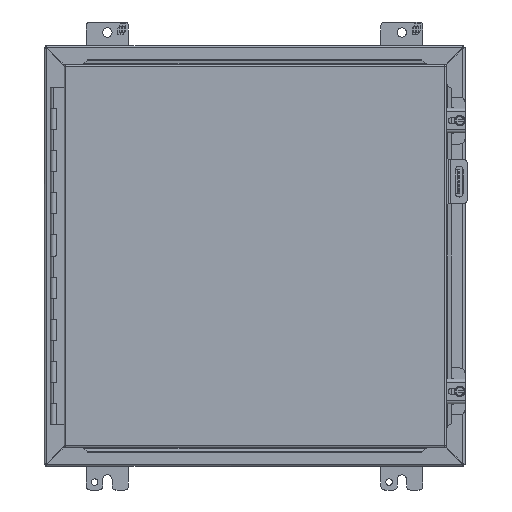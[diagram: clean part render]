
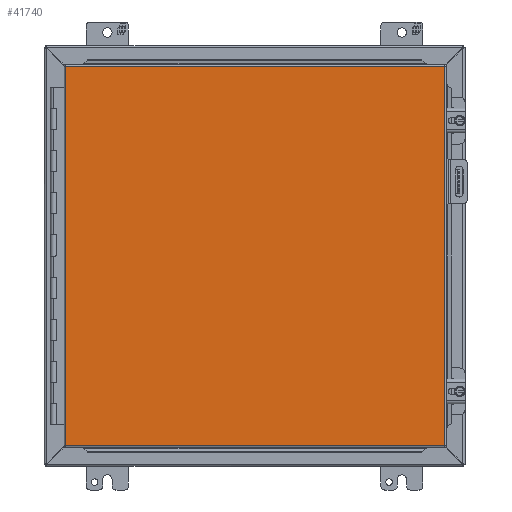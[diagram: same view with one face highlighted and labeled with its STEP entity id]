
A CAD part, front view. The second image highlights one B-rep face of the part: STEP entity #41740.
In plain terms, the highlighted planar face has unit normal (0, -1, 0).
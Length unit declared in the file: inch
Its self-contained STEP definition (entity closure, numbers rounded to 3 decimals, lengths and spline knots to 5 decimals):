
#973 = DIRECTION ( 'NONE',  ( 1., 0., 0. ) ) ;
#1168 = VECTOR ( 'NONE', #3877, 39.37008 ) ;
#2537 = CARTESIAN_POINT ( 'NONE',  ( -8.98426, -9.18504, -9.02376 ) ) ;
#3635 = LINE ( 'NONE', #18320, #1168 ) ;
#3877 = DIRECTION ( 'NONE',  ( 0., 0., 1. ) ) ;
#4154 = DIRECTION ( 'NONE',  ( -1., 0., 0. ) ) ;
#5124 = PLANE ( 'NONE',  #35144 ) ;
#6307 = CARTESIAN_POINT ( 'NONE',  ( 9.04626, -9.18504, -9.02376 ) ) ;
#7054 = VECTOR ( 'NONE', #39153, 39.37008 ) ;
#8024 = ORIENTED_EDGE ( 'NONE', *, *, #37048, .T. ) ;
#10737 = DIRECTION ( 'NONE',  ( 0., 0., -1. ) ) ;
#12510 = VECTOR ( 'NONE', #4154, 39.37008 ) ;
#13007 = CARTESIAN_POINT ( 'NONE',  ( -8.98426, -9.18504, 9.02376 ) ) ;
#13165 = ORIENTED_EDGE ( 'NONE', *, *, #16476, .T. ) ;
#16476 = EDGE_CURVE ( 'NONE', #33566, #35891, #40993, .T. ) ;
#16491 = LINE ( 'NONE', #31182, #7054 ) ;
#18143 = FACE_OUTER_BOUND ( 'NONE', #42465, .T. ) ;
#18320 = CARTESIAN_POINT ( 'NONE',  ( 9.04626, -9.18504, 9.02376 ) ) ;
#20534 = CARTESIAN_POINT ( 'NONE',  ( 9.04626, -9.18504, 9.02376 ) ) ;
#21352 = LINE ( 'NONE', #2537, #25806 ) ;
#25657 = CARTESIAN_POINT ( 'NONE',  ( -8.98426, -9.18504, -9.02376 ) ) ;
#25806 = VECTOR ( 'NONE', #10737, 39.37008 ) ;
#27671 = EDGE_CURVE ( 'NONE', #37291, #32504, #16491, .T. ) ;
#30429 = ORIENTED_EDGE ( 'NONE', *, *, #27671, .T. ) ;
#31182 = CARTESIAN_POINT ( 'NONE',  ( 9.04626, -9.18504, -9.02376 ) ) ;
#32504 = VERTEX_POINT ( 'NONE', #6307 ) ;
#33566 = VERTEX_POINT ( 'NONE', #20534 ) ;
#35144 = AXIS2_PLACEMENT_3D ( 'NONE', #38134, #45351, #973 ) ;
#35891 = VERTEX_POINT ( 'NONE', #13007 ) ;
#37048 = EDGE_CURVE ( 'NONE', #32504, #33566, #3635, .T. ) ;
#37291 = VERTEX_POINT ( 'NONE', #25657 ) ;
#38134 = CARTESIAN_POINT ( 'NONE',  ( -8.98426, -9.18504, -9.02376 ) ) ;
#39153 = DIRECTION ( 'NONE',  ( 1., 0., 0. ) ) ;
#40993 = LINE ( 'NONE', #47740, #12510 ) ;
#41140 = EDGE_CURVE ( 'NONE', #35891, #37291, #21352, .T. ) ;
#41740 = ADVANCED_FACE ( 'NONE', ( #18143 ), #5124, .T. ) ;
#42465 = EDGE_LOOP ( 'NONE', ( #13165, #44464, #30429, #8024 ) ) ;
#44464 = ORIENTED_EDGE ( 'NONE', *, *, #41140, .T. ) ;
#45351 = DIRECTION ( 'NONE',  ( 0., -1., 0. ) ) ;
#47740 = CARTESIAN_POINT ( 'NONE',  ( -8.98426, -9.18504, 9.02376 ) ) ;
